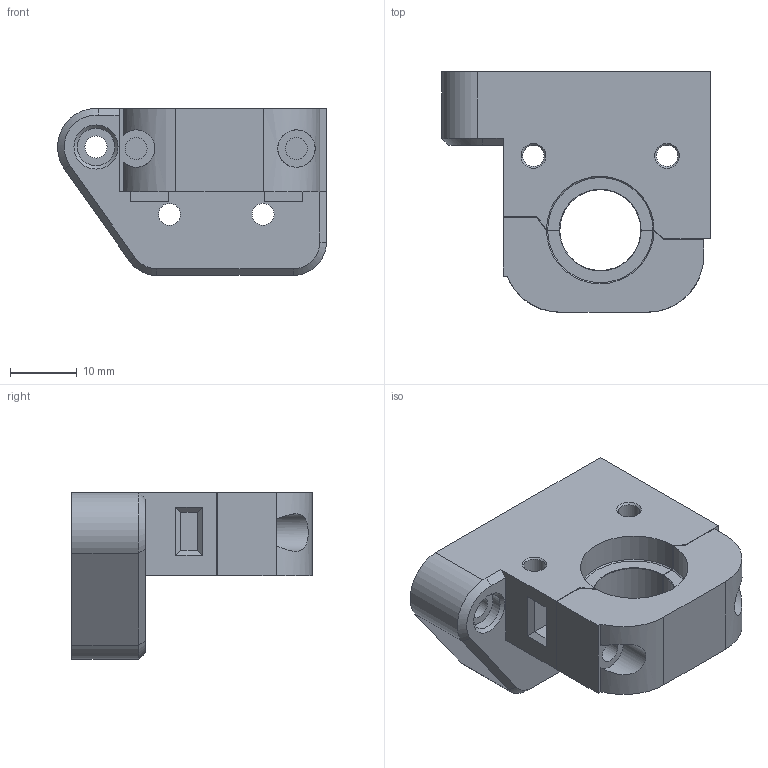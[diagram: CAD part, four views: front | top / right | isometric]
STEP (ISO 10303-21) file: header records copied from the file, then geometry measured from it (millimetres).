
FILE_DESCRIPTION(/* description */ (''),/* implementation_level */ '2;1');
FILE_NAME(/* name */ 'Ender 3 V6 Mjolnir Mount.step',/* time_stamp */ '2021-05-25T12:58:08-04:00',/* author */ (''),/* organization */ (''),/* preprocessor_version */ 'ST-DEVELOPER v18.1',/* originating_system */ 'Autodesk Translation Framework v10.6.0.1341',/* authorisation */ '');
FILE_SCHEMA (('AUTOMOTIVE_DESIGN { 1 0 10303 214 3 1 1 }'));
Length unit declared in the file: millimetre
Products named in the file (1): Ender3_Orbiter_ASM_Printing_Head
Bounding box: 40.26 x 36 x 24.99 mm (x, y, z)
Volume: 15313.5 mm3; surface area: 7102.3 mm2
Topology: 2 solids, 4 shells, 149 faces, 368 edges, 238 vertices
Faces by surface type: plane 101, cylinder 30, cone 18
Full cylindrical faces by diameter (mm): 3.2 x2, 3.3 x9, 5.6 x4, 6.4 x2
Entity records: 4506 total; most frequent: CARTESIAN_POINT 836, ORIENTED_EDGE 736, DIRECTION 733, EDGE_CURVE 368, LINE 283, VECTOR 283, VERTEX_POINT 238, AXIS2_PLACEMENT_3D 225
